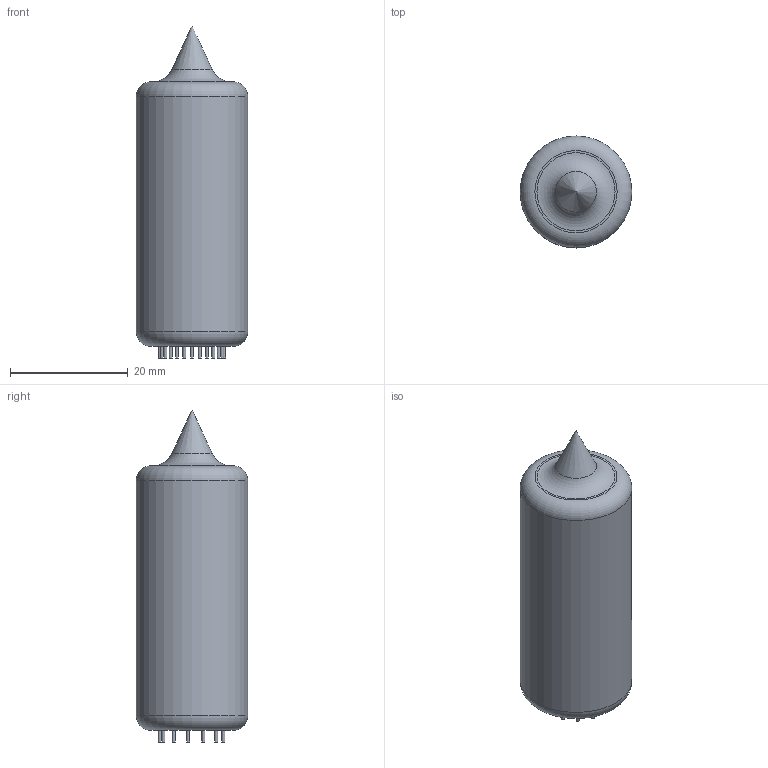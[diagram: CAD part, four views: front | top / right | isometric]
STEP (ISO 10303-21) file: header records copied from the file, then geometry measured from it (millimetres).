
FILE_DESCRIPTION(/* description */ (''),/* implementation_level */ '2;1');
FILE_NAME(/* name */ 'in-14.step',/* time_stamp */ '2018-08-19T07:54:35-05:00',/* author */ ('bmboucher'),/* organization */ (''),/* preprocessor_version */ 'ST-DEVELOPER v17',/* originating_system */ 'Autodesk Translation Framework v7.1.0.215',/* authorisation */ '');
FILE_SCHEMA (('AUTOMOTIVE_DESIGN { 1 0 10303 214 3 1 1 }'));
Length unit declared in the file: millimetre
Products named in the file (1): in14
Bounding box: 19 x 19 x 56.5 mm (x, y, z)
Volume: 12880 mm3; surface area: 3401.1 mm2
Topology: 2 solids, 2 shells, 35 faces, 61 edges, 41 vertices
Faces by surface type: plane 15, cylinder 14, torus 3, bspline 2, cone 1
Full cylindrical faces by diameter (mm): 0.5 x13, 19 x1
Entity records: 1150 total; most frequent: CARTESIAN_POINT 353, DIRECTION 169, ORIENTED_EDGE 120, AXIS2_PLACEMENT_3D 77, EDGE_CURVE 60, EDGE_LOOP 49, CIRCLE 43, VERTEX_POINT 41
